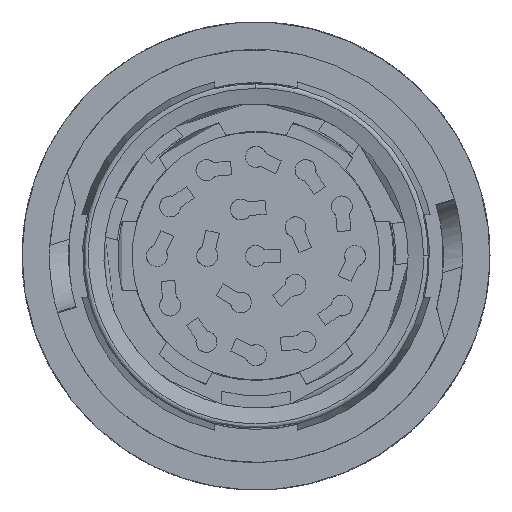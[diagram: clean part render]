
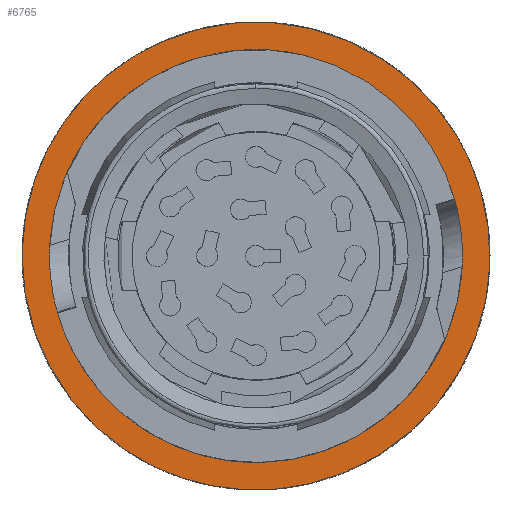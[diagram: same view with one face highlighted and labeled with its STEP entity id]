
A CAD part, left-side view. The second image highlights one B-rep face of the part: STEP entity #6765.
In plain terms, the highlighted free-form (B-spline) face has degree [1, 1] with [2, 2] control points.
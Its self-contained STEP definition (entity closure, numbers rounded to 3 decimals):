
#6718=CARTESIAN_POINT('F112',(7.644,-6.93,
   19.8));
#6719=CARTESIAN_POINT('F112',(7.644,28.77,
   19.8));
#6720=CARTESIAN_POINT('F112',(-28.056,-6.93,
   19.8));
#6721=CARTESIAN_POINT('F112',(-28.056,28.77,
   19.8));
#6722=QUASI_UNIFORM_SURFACE('F112',1,1,((#6718,#6720),(#6719,
   #6721)),.PLANE_SURF.,.F.,.F.,.U.);
#6723=CARTESIAN_POINT('V166',(6.794,10.92,
   19.8));
#6724=VERTEX_POINT('V166',#6723);
#6725=CARTESIAN_POINT('E276',(6.794,10.92,
   19.8));
#6726=CARTESIAN_POINT('E276',(6.794,-18.525,
   19.8));
#6727=CARTESIAN_POINT('E276',(-18.706,-3.802,
   19.8));
#6728=CARTESIAN_POINT('E276',(-44.206,10.92,
   19.8));
#6729=CARTESIAN_POINT('E276',(-18.706,25.643,
   19.8));
#6730=CARTESIAN_POINT('E276',(6.794,40.365,
   19.8));
#6731=CARTESIAN_POINT('E276',(6.794,10.92,
   19.8));
#6739=(BOUNDED_CURVE()B_SPLINE_CURVE(2,(#6725,#6726,#6727,#6728,
   #6729,#6730,#6731),.CIRCULAR_ARC.,.T.,.U.)
   B_SPLINE_CURVE_WITH_KNOTS((3,2,2,3),(0.0,0.333,
   0.667,1.0),.UNSPECIFIED.)CURVE()
   GEOMETRIC_REPRESENTATION_ITEM()RATIONAL_B_SPLINE_CURVE((1.0,
   0.5,1.0,0.5,1.0,0.5,1.0)
   )REPRESENTATION_ITEM('E276'));
#6740=EDGE_CURVE('E276',#6724,#6724,#6739,.T.);
#6741=ORIENTED_EDGE('E276',*,*,#6740,.F.);
#6742=EDGE_LOOP('F112',(#6741));
#6743=FACE_OUTER_BOUND('F112',#6742,.T.);
#6744=CARTESIAN_POINT('V167',(-10.206,25.92,
   19.8));
#6745=VERTEX_POINT('V167',#6744);
#6746=CARTESIAN_POINT('E295',(-10.206,25.92,
   19.8));
#6747=CARTESIAN_POINT('E295',(15.775,25.92,
   19.8));
#6748=CARTESIAN_POINT('E295',(2.784,3.42,
   19.8));
#6749=CARTESIAN_POINT('E295',(-10.206,
   -19.08,19.8));
#6750=CARTESIAN_POINT('E295',(-23.196,3.42,
   19.8));
#6751=CARTESIAN_POINT('E295',(-36.187,25.92,
   19.8));
#6752=CARTESIAN_POINT('E295',(-10.206,25.92,
   19.8));
#6760=(BOUNDED_CURVE()B_SPLINE_CURVE(2,(#6746,#6747,#6748,#6749,
   #6750,#6751,#6752),.CIRCULAR_ARC.,.T.,.U.)
   B_SPLINE_CURVE_WITH_KNOTS((3,2,2,3),(0.0,0.333,
   0.667,1.0),.UNSPECIFIED.)CURVE()
   GEOMETRIC_REPRESENTATION_ITEM()RATIONAL_B_SPLINE_CURVE((1.0,
   0.5,1.0,0.5,1.0,0.5,1.0)
   )REPRESENTATION_ITEM('E295'));
#6761=EDGE_CURVE('E295',#6745,#6745,#6760,.T.);
#6762=ORIENTED_EDGE('E295',*,*,#6761,.T.);
#6763=EDGE_LOOP('F112',(#6762));
#6764=FACE_BOUND('F112',#6763,.T.);
#6765=ADVANCED_FACE('F112',(#6743,#6764),#6722,.T.);
